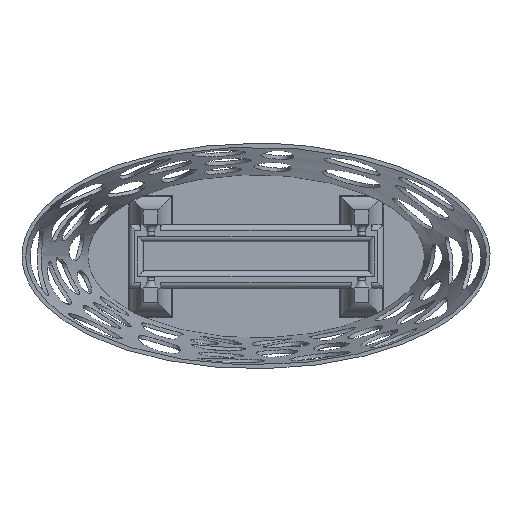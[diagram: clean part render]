
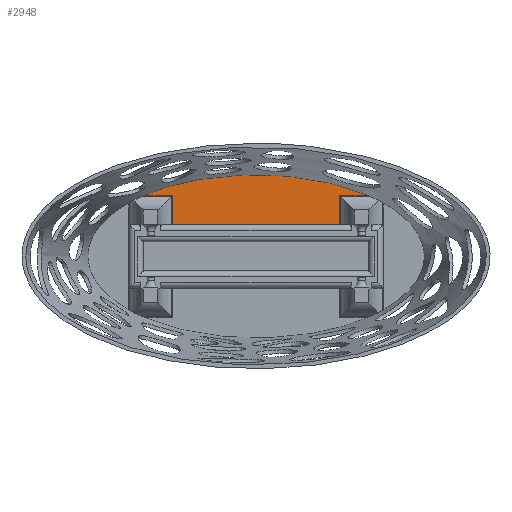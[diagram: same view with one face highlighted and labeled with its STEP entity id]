
A CAD part, top view. The second image highlights one B-rep face of the part: STEP entity #2948.
In plain terms, the highlighted planar face has unit normal (0, 0, 1).
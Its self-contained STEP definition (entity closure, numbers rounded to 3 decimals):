
#175=ELLIPSE('',#3191,46.277,22.5);
#219=PLANE('',#3190);
#293=LINE('',#4402,#447);
#380=LINE('',#4803,#534);
#382=LINE('',#4808,#536);
#383=LINE('',#4809,#537);
#384=LINE('',#4810,#538);
#447=VECTOR('',#3350,10.);
#534=VECTOR('',#3651,10.);
#536=VECTOR('',#3657,10.);
#537=VECTOR('',#3658,10.);
#538=VECTOR('',#3659,10.);
#632=FACE_OUTER_BOUND('',#791,.T.);
#791=EDGE_LOOP('',(#2360,#2361,#2362,#2363,#2364,#2365));
#1228=VERTEX_POINT('',#4133);
#1247=VERTEX_POINT('',#4227);
#1294=VERTEX_POINT('',#4399);
#1295=VERTEX_POINT('',#4401);
#1382=VERTEX_POINT('',#4802);
#1383=VERTEX_POINT('',#4807);
#1593=EDGE_CURVE('',#1295,#1294,#293,.T.);
#1747=EDGE_CURVE('',#1247,#1382,#380,.T.);
#1749=EDGE_CURVE('',#1247,#1228,#175,.T.);
#1750=EDGE_CURVE('',#1383,#1228,#382,.T.);
#1751=EDGE_CURVE('',#1295,#1383,#383,.T.);
#1752=EDGE_CURVE('',#1382,#1294,#384,.T.);
#2360=ORIENTED_EDGE('',*,*,#1747,.F.);
#2361=ORIENTED_EDGE('',*,*,#1749,.T.);
#2362=ORIENTED_EDGE('',*,*,#1750,.F.);
#2363=ORIENTED_EDGE('',*,*,#1751,.F.);
#2364=ORIENTED_EDGE('',*,*,#1593,.T.);
#2365=ORIENTED_EDGE('',*,*,#1752,.F.);
#2948=ADVANCED_FACE('',(#632),#219,.T.);
#3190=AXIS2_PLACEMENT_3D('',#4805,#3653,#3654);
#3191=AXIS2_PLACEMENT_3D('',#4806,#3655,#3656);
#3350=DIRECTION('',(1.,0.,0.));
#3651=DIRECTION('',(-1.,0.,0.));
#3653=DIRECTION('center_axis',(0.,0.,1.));
#3654=DIRECTION('ref_axis',(1.,0.,0.));
#3655=DIRECTION('center_axis',(0.,0.,1.));
#3656=DIRECTION('ref_axis',(1.,0.,0.));
#3657=DIRECTION('',(-1.,0.,0.));
#3658=DIRECTION('',(0.,1.,0.));
#3659=DIRECTION('',(0.,-1.,0.));
#4133=CARTESIAN_POINT('',(4.102,25.5,0.));
#4227=CARTESIAN_POINT('',(65.898,25.5,0.));
#4399=CARTESIAN_POINT('',(58.,17.5,0.));
#4401=CARTESIAN_POINT('',(12.,17.5,0.));
#4402=CARTESIAN_POINT('',(38.,17.5,0.));
#4802=CARTESIAN_POINT('',(58.,25.5,0.));
#4803=CARTESIAN_POINT('',(36.,25.5,0.));
#4805=CARTESIAN_POINT('Origin',(6.,19.5,0.));
#4806=CARTESIAN_POINT('Origin',(35.,8.75,0.));
#4807=CARTESIAN_POINT('',(12.,25.5,0.));
#4808=CARTESIAN_POINT('',(7.,25.5,0.));
#4809=CARTESIAN_POINT('',(12.,18.5,0.));
#4810=CARTESIAN_POINT('',(58.,20.5,0.));
